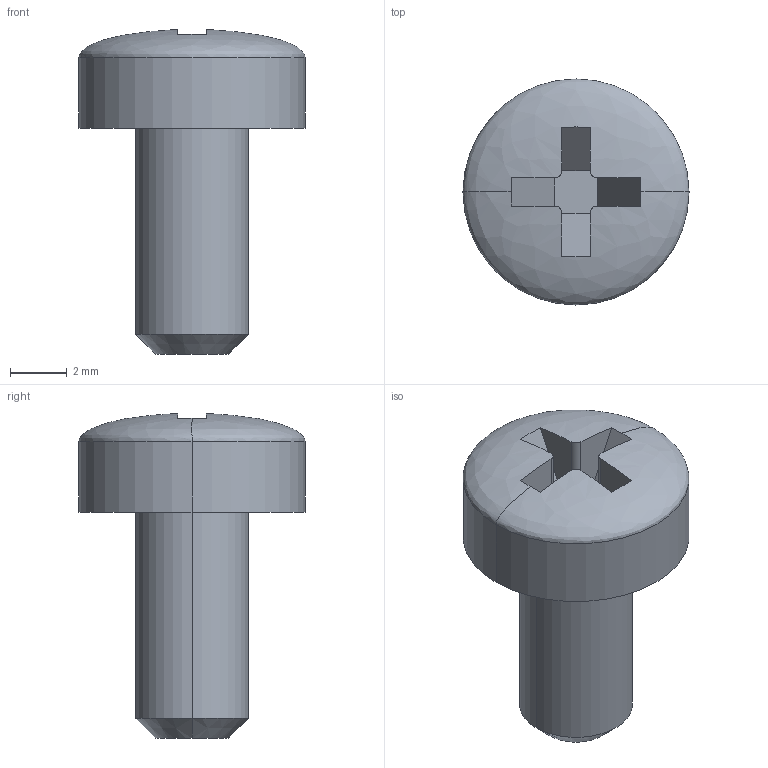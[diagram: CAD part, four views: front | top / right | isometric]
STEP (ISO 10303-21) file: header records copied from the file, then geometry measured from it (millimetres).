
FILE_DESCRIPTION (( 'STEP AP214' ), '1' );
FILE_NAME ('3948092_KSTP1.stp', '2018-05-14T06:27:18', ( '' ), ( '' ), 'SwSTEP 2.0', 'SolidWorks 2016', '' );
FILE_SCHEMA (( 'AUTOMOTIVE_DESIGN' ));
Length unit declared in the file: millimetre
Products named in the file (1): 3948092_KSTP1
Bounding box: 8 x 8 x 11.48 mm (x, y, z)
Volume: 239 mm3; surface area: 300.3 mm2
Topology: 1 solids, 1 shells, 27 faces, 60 edges, 36 vertices
Faces by surface type: plane 15, cylinder 8, bspline 2, cone 2
Entity records: 838 total; most frequent: CARTESIAN_POINT 246, ORIENTED_EDGE 120, DIRECTION 106, EDGE_CURVE 60, AXIS2_PLACEMENT_3D 40, VERTEX_POINT 36, EDGE_LOOP 28, FACE_OUTER_BOUND 27
